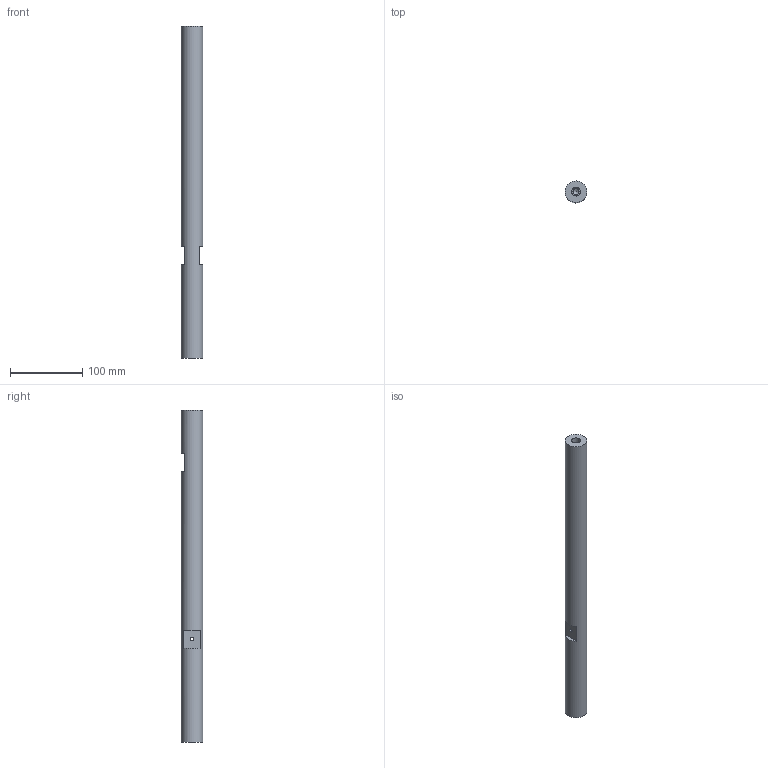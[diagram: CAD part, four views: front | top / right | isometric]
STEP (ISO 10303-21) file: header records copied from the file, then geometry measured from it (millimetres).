
FILE_DESCRIPTION(/* description */ ('Arm'),/* implementation_level */ '2;1');
FILE_NAME(/* name */ 'JR 810669.ipt_.step',/* time_stamp */ '2024-10-30T07:24:11+01:00',/* author */ ('DIHO'),/* organization */ (''),/* preprocessor_version */ 'ST-DEVELOPER v18.1',/* originating_system */ 'Autodesk Inventor 2022',/* authorisation */ '');
FILE_SCHEMA (('AUTOMOTIVE_DESIGN { 1 0 10303 214 3 1 1 }'));
Length unit declared in the file: millimetre
Products named in the file (1): JR 810669
Bounding box: 30 x 30 x 460 mm (x, y, z)
Volume: 310812.4 mm3; surface area: 48466.5 mm2
Topology: 1 solids, 1 shells, 21 faces, 45 edges, 29 vertices
Faces by surface type: plane 12, cylinder 6, cone 3
Full cylindrical faces by diameter (mm): 4.917 x1, 5.3 x1, 8.376 x1, 10.106 x1, 12 x1, 30 x1
Entity records: 607 total; most frequent: DIRECTION 106, CARTESIAN_POINT 93, ORIENTED_EDGE 84, EDGE_CURVE 42, AXIS2_PLACEMENT_3D 42, EDGE_LOOP 29, VERTEX_POINT 29, LINE 22
